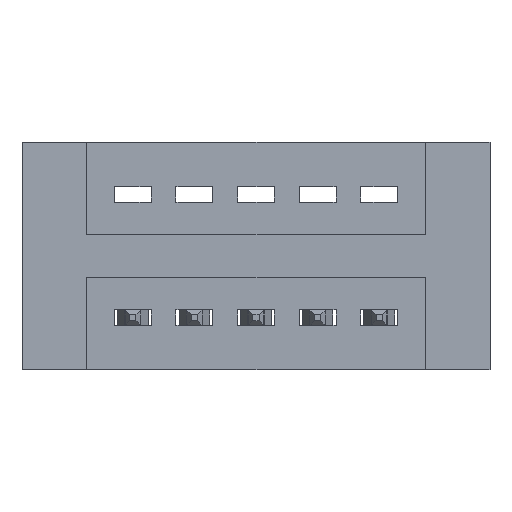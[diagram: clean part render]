
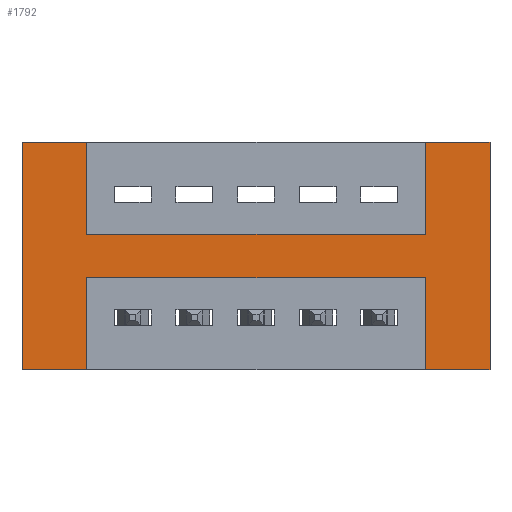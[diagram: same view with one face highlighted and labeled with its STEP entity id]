
A CAD part, front view. The second image highlights one B-rep face of the part: STEP entity #1792.
In plain terms, the highlighted planar face has unit normal (0, -1, 0).
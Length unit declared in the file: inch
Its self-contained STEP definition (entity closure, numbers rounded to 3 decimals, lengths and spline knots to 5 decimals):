
#10 = EDGE_CURVE ( 'NONE', #2775, #7751, #7180, .T. ) ;
#51 = DIRECTION ( 'NONE',  ( -1., 0., 0. ) ) ;
#211 = ORIENTED_EDGE ( 'NONE', *, *, #7400, .T. ) ;
#256 = DIRECTION ( 'NONE',  ( 1., 0., 0. ) ) ;
#841 = CARTESIAN_POINT ( 'NONE',  ( 0., 0., 0. ) ) ;
#852 = CARTESIAN_POINT ( 'NONE',  ( 0.9425, 0., 0. ) ) ;
#901 = DIRECTION ( 'NONE',  ( -1., 0., 0. ) ) ;
#923 = DIRECTION ( 'NONE',  ( 0., 0., 1. ) ) ;
#993 = VECTOR ( 'NONE', #6779, 39.37008 ) ;
#1103 = LINE ( 'NONE', #4862, #3477 ) ;
#1121 = DIRECTION ( 'NONE',  ( 1., 0., 0. ) ) ;
#1286 = ORIENTED_EDGE ( 'NONE', *, *, #7491, .F. ) ;
#1428 = VERTEX_POINT ( 'NONE', #5500 ) ;
#1449 = EDGE_CURVE ( 'NONE', #6764, #5700, #4827, .T. ) ;
#1792 = ADVANCED_FACE ( 'NONE', ( #6681 ), #3276, .T. ) ;
#1803 = LINE ( 'NONE', #841, #5086 ) ;
#1844 = CARTESIAN_POINT ( 'NONE',  ( 0., 0., 0. ) ) ;
#1985 = CARTESIAN_POINT ( 'NONE',  ( 0.9425, 0., -0.37 ) ) ;
#1996 = LINE ( 'NONE', #5969, #7315 ) ;
#2223 = EDGE_CURVE ( 'NONE', #4219, #5700, #6566, .T. ) ;
#2316 = ORIENTED_EDGE ( 'NONE', *, *, #6523, .F. ) ;
#2669 = VERTEX_POINT ( 'NONE', #4538 ) ;
#2727 = EDGE_CURVE ( 'NONE', #2843, #6284, #7665, .T. ) ;
#2760 = LINE ( 'NONE', #852, #993 ) ;
#2775 = VERTEX_POINT ( 'NONE', #2816 ) ;
#2804 = DIRECTION ( 'NONE',  ( 0., 0., 1. ) ) ;
#2816 = CARTESIAN_POINT ( 'NONE',  ( 0.9425, 0., 0. ) ) ;
#2843 = VERTEX_POINT ( 'NONE', #7362 ) ;
#2873 = CARTESIAN_POINT ( 'NONE',  ( 0.3925, 0., 0. ) ) ;
#2997 = EDGE_CURVE ( 'NONE', #7852, #3313, #7991, .T. ) ;
#3276 = PLANE ( 'NONE',  #3406 ) ;
#3313 = VERTEX_POINT ( 'NONE', #5905 ) ;
#3406 = AXIS2_PLACEMENT_3D ( 'NONE', #5296, #8473, #7201 ) ;
#3439 = CARTESIAN_POINT ( 'NONE',  ( 0., 0., -0.37 ) ) ;
#3477 = VECTOR ( 'NONE', #923, 39.37008 ) ;
#3501 = VECTOR ( 'NONE', #6716, 39.37008 ) ;
#3552 = CARTESIAN_POINT ( 'NONE',  ( 0.2875, 0., -0.37 ) ) ;
#3591 = CARTESIAN_POINT ( 'NONE',  ( 0.3925, 0., -0.37 ) ) ;
#3795 = EDGE_CURVE ( 'NONE', #6284, #5155, #1103, .T. ) ;
#3968 = LINE ( 'NONE', #2873, #6738 ) ;
#4137 = VECTOR ( 'NONE', #6440, 39.37008 ) ;
#4206 = CARTESIAN_POINT ( 'NONE',  ( 0.2875, 0., 0. ) ) ;
#4219 = VERTEX_POINT ( 'NONE', #7255 ) ;
#4379 = VECTOR ( 'NONE', #1121, 39.37008 ) ;
#4538 = CARTESIAN_POINT ( 'NONE',  ( 0.3925, 0., -0.22 ) ) ;
#4698 = CARTESIAN_POINT ( 'NONE',  ( 0.3925, 0., -0.22 ) ) ;
#4765 = VECTOR ( 'NONE', #5162, 39.37008 ) ;
#4799 = ORIENTED_EDGE ( 'NONE', *, *, #5560, .F. ) ;
#4812 = CARTESIAN_POINT ( 'NONE',  ( 0., 0., -0.37 ) ) ;
#4827 = LINE ( 'NONE', #4812, #8112 ) ;
#4862 = CARTESIAN_POINT ( 'NONE',  ( 0.9425, 0., -0.37 ) ) ;
#5086 = VECTOR ( 'NONE', #256, 39.37008 ) ;
#5155 = VERTEX_POINT ( 'NONE', #7565 ) ;
#5162 = DIRECTION ( 'NONE',  ( 0., 0., -1. ) ) ;
#5188 = EDGE_LOOP ( 'NONE', ( #211, #6831, #4799, #8352, #7085, #2316, #8143, #8387, #7764, #1286, #6960, #6649 ) ) ;
#5296 = CARTESIAN_POINT ( 'NONE',  ( 0., 0., -0.37 ) ) ;
#5425 = DIRECTION ( 'NONE',  ( 0., 0., -1. ) ) ;
#5500 = CARTESIAN_POINT ( 'NONE',  ( 0.3925, 0., 0. ) ) ;
#5560 = EDGE_CURVE ( 'NONE', #3313, #2775, #2760, .T. ) ;
#5700 = VERTEX_POINT ( 'NONE', #3552 ) ;
#5905 = CARTESIAN_POINT ( 'NONE',  ( 0.9425, 0., -0.15 ) ) ;
#5969 = CARTESIAN_POINT ( 'NONE',  ( 1.0475, 0., 0. ) ) ;
#6060 = DIRECTION ( 'NONE',  ( 0., 0., -1. ) ) ;
#6284 = VERTEX_POINT ( 'NONE', #1985 ) ;
#6440 = DIRECTION ( 'NONE',  ( 1., 0., 0. ) ) ;
#6473 = EDGE_CURVE ( 'NONE', #1428, #7852, #3968, .T. ) ;
#6523 = EDGE_CURVE ( 'NONE', #4219, #1428, #1803, .T. ) ;
#6566 = LINE ( 'NONE', #4206, #7765 ) ;
#6649 = ORIENTED_EDGE ( 'NONE', *, *, #2727, .F. ) ;
#6681 = FACE_OUTER_BOUND ( 'NONE', #5188, .T. ) ;
#6716 = DIRECTION ( 'NONE',  ( -1., 0., 0. ) ) ;
#6738 = VECTOR ( 'NONE', #5425, 39.37008 ) ;
#6764 = VERTEX_POINT ( 'NONE', #3591 ) ;
#6779 = DIRECTION ( 'NONE',  ( 0., 0., 1. ) ) ;
#6831 = ORIENTED_EDGE ( 'NONE', *, *, #10, .F. ) ;
#6926 = CARTESIAN_POINT ( 'NONE',  ( 0.3925, 0., -0.37 ) ) ;
#6960 = ORIENTED_EDGE ( 'NONE', *, *, #3795, .F. ) ;
#6963 = CARTESIAN_POINT ( 'NONE',  ( 0.3925, 0., -0.15 ) ) ;
#6980 = CARTESIAN_POINT ( 'NONE',  ( 1.0475, 0., 0. ) ) ;
#7085 = ORIENTED_EDGE ( 'NONE', *, *, #6473, .F. ) ;
#7095 = CARTESIAN_POINT ( 'NONE',  ( 0.3925, 0., -0.15 ) ) ;
#7104 = VECTOR ( 'NONE', #51, 39.37008 ) ;
#7180 = LINE ( 'NONE', #1844, #4137 ) ;
#7201 = DIRECTION ( 'NONE',  ( 0., 0., -1. ) ) ;
#7255 = CARTESIAN_POINT ( 'NONE',  ( 0.2875, 0., 0. ) ) ;
#7315 = VECTOR ( 'NONE', #2804, 39.37008 ) ;
#7362 = CARTESIAN_POINT ( 'NONE',  ( 1.0475, 0., -0.37 ) ) ;
#7400 = EDGE_CURVE ( 'NONE', #2843, #7751, #1996, .T. ) ;
#7491 = EDGE_CURVE ( 'NONE', #5155, #2669, #7718, .T. ) ;
#7565 = CARTESIAN_POINT ( 'NONE',  ( 0.9425, 0., -0.22 ) ) ;
#7619 = LINE ( 'NONE', #6926, #4765 ) ;
#7665 = LINE ( 'NONE', #3439, #3501 ) ;
#7718 = LINE ( 'NONE', #4698, #7104 ) ;
#7751 = VERTEX_POINT ( 'NONE', #6980 ) ;
#7764 = ORIENTED_EDGE ( 'NONE', *, *, #7776, .F. ) ;
#7765 = VECTOR ( 'NONE', #6060, 39.37008 ) ;
#7776 = EDGE_CURVE ( 'NONE', #2669, #6764, #7619, .T. ) ;
#7852 = VERTEX_POINT ( 'NONE', #7095 ) ;
#7991 = LINE ( 'NONE', #6963, #4379 ) ;
#8112 = VECTOR ( 'NONE', #901, 39.37008 ) ;
#8143 = ORIENTED_EDGE ( 'NONE', *, *, #2223, .T. ) ;
#8352 = ORIENTED_EDGE ( 'NONE', *, *, #2997, .F. ) ;
#8387 = ORIENTED_EDGE ( 'NONE', *, *, #1449, .F. ) ;
#8473 = DIRECTION ( 'NONE',  ( 0., -1., 0. ) ) ;
